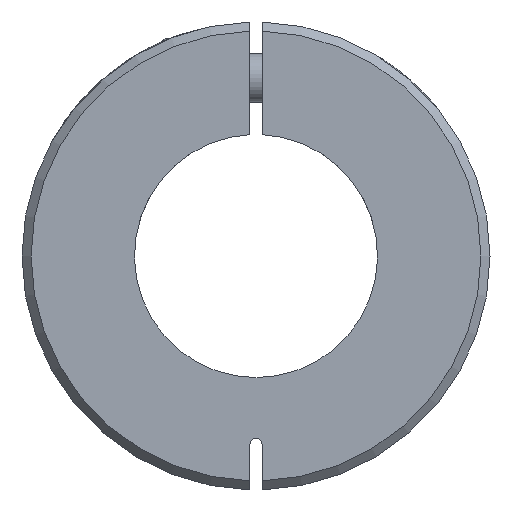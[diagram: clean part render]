
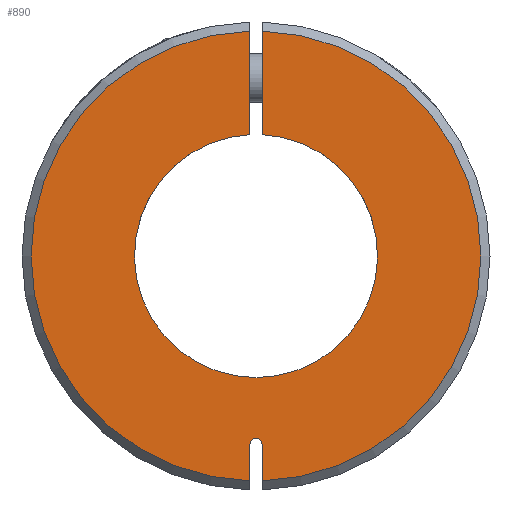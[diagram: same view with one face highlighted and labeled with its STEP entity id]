
A CAD part, left-side view. The second image highlights one B-rep face of the part: STEP entity #890.
In plain terms, the highlighted planar face has unit normal (-1, 0, 0).
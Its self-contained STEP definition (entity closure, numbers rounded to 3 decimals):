
#102 = DIRECTION ( 'NONE',  ( 0., 0., 1. ) ) ;
#172 = CARTESIAN_POINT ( 'NONE',  ( -54., 0., -30. ) ) ;
#512 = CARTESIAN_POINT ( 'NONE',  ( -54., -1., 19.975 ) ) ;
#541 = CIRCLE ( 'NONE', #3936, 1. ) ;
#647 = EDGE_CURVE ( 'NONE', #3244, #918, #6850, .T. ) ;
#676 = VERTEX_POINT ( 'NONE', #512 ) ;
#684 = CARTESIAN_POINT ( 'NONE',  ( -54., 1., 19.975 ) ) ;
#748 = EDGE_CURVE ( 'NONE', #676, #6600, #6297, .T. ) ;
#824 = LINE ( 'NONE', #1319, #2178 ) ;
#890 = ADVANCED_FACE ( 'NONE', ( #5892 ), #7554, .F. ) ;
#918 = VERTEX_POINT ( 'NONE', #6715 ) ;
#1001 = CARTESIAN_POINT ( 'NONE',  ( -54., 1., -18. ) ) ;
#1019 = CIRCLE ( 'NONE', #4153, 1. ) ;
#1024 = DIRECTION ( 'NONE',  ( 0., 0., -1. ) ) ;
#1135 = DIRECTION ( 'NONE',  ( 0., 0., -1. ) ) ;
#1219 = CARTESIAN_POINT ( 'NONE',  ( -54., -1., -31. ) ) ;
#1220 = CIRCLE ( 'NONE', #1703, 20. ) ;
#1221 = CARTESIAN_POINT ( 'NONE',  ( -54., 0., 0. ) ) ;
#1280 = DIRECTION ( 'NONE',  ( 1., 0., 0. ) ) ;
#1319 = CARTESIAN_POINT ( 'NONE',  ( -54., 1., -30. ) ) ;
#1332 = CARTESIAN_POINT ( 'NONE',  ( -54., 0., 0. ) ) ;
#1451 = VECTOR ( 'NONE', #5091, 1000. ) ;
#1568 = CARTESIAN_POINT ( 'NONE',  ( -54., 1., -36.986 ) ) ;
#1583 = CARTESIAN_POINT ( 'NONE',  ( -54., 0., -31. ) ) ;
#1600 = CARTESIAN_POINT ( 'NONE',  ( -54., -1., -30. ) ) ;
#1703 = AXIS2_PLACEMENT_3D ( 'NONE', #1221, #5913, #3000 ) ;
#1915 = DIRECTION ( 'NONE',  ( 0., 0., -1. ) ) ;
#2178 = VECTOR ( 'NONE', #102, 1000. ) ;
#2577 = EDGE_CURVE ( 'NONE', #4608, #6926, #824, .T. ) ;
#2829 = CARTESIAN_POINT ( 'NONE',  ( -54., 1., -31. ) ) ;
#2911 = ORIENTED_EDGE ( 'NONE', *, *, #2577, .T. ) ;
#2940 = DIRECTION ( 'NONE',  ( 0., 0., -1. ) ) ;
#3000 = DIRECTION ( 'NONE',  ( 0., 0., 1. ) ) ;
#3041 = DIRECTION ( 'NONE',  ( -1., 0., 0. ) ) ;
#3127 = VECTOR ( 'NONE', #5730, 1000. ) ;
#3244 = VERTEX_POINT ( 'NONE', #1219 ) ;
#3365 = CARTESIAN_POINT ( 'NONE',  ( -54., -1., -18. ) ) ;
#3525 = VECTOR ( 'NONE', #3691, 1000. ) ;
#3598 = ORIENTED_EDGE ( 'NONE', *, *, #3925, .T. ) ;
#3691 = DIRECTION ( 'NONE',  ( 0., 0., 1. ) ) ;
#3925 = EDGE_CURVE ( 'NONE', #3998, #7271, #7379, .T. ) ;
#3936 = AXIS2_PLACEMENT_3D ( 'NONE', #1583, #7514, #1024 ) ;
#3991 = EDGE_CURVE ( 'NONE', #3998, #676, #1220, .T. ) ;
#3998 = VERTEX_POINT ( 'NONE', #684 ) ;
#4002 = DIRECTION ( 'NONE',  ( 1., 0., 0. ) ) ;
#4139 = CIRCLE ( 'NONE', #6109, 37. ) ;
#4153 = AXIS2_PLACEMENT_3D ( 'NONE', #6401, #4002, #1135 ) ;
#4178 = ORIENTED_EDGE ( 'NONE', *, *, #4579, .T. ) ;
#4363 = ORIENTED_EDGE ( 'NONE', *, *, #647, .T. ) ;
#4386 = ORIENTED_EDGE ( 'NONE', *, *, #748, .F. ) ;
#4398 = ORIENTED_EDGE ( 'NONE', *, *, #6952, .T. ) ;
#4579 = EDGE_CURVE ( 'NONE', #918, #6600, #4139, .T. ) ;
#4608 = VERTEX_POINT ( 'NONE', #1568 ) ;
#4996 = DIRECTION ( 'NONE',  ( -1., 0., 0. ) ) ;
#5091 = DIRECTION ( 'NONE',  ( 0., 0., -1. ) ) ;
#5241 = CARTESIAN_POINT ( 'NONE',  ( -54., 20., 0. ) ) ;
#5679 = CARTESIAN_POINT ( 'NONE',  ( -54., -1., 36.986 ) ) ;
#5730 = DIRECTION ( 'NONE',  ( 0., 0., 1. ) ) ;
#5793 = ORIENTED_EDGE ( 'NONE', *, *, #7550, .T. ) ;
#5804 = EDGE_CURVE ( 'NONE', #6442, #3244, #1019, .T. ) ;
#5892 = FACE_OUTER_BOUND ( 'NONE', #7526, .T. ) ;
#5913 = DIRECTION ( 'NONE',  ( -1., 0., 0. ) ) ;
#6109 = AXIS2_PLACEMENT_3D ( 'NONE', #6553, #3041, #1915 ) ;
#6199 = AXIS2_PLACEMENT_3D ( 'NONE', #5241, #1280, #2940 ) ;
#6238 = DIRECTION ( 'NONE',  ( 0., 0., -1. ) ) ;
#6271 = CIRCLE ( 'NONE', #6661, 37. ) ;
#6297 = LINE ( 'NONE', #3365, #3127 ) ;
#6401 = CARTESIAN_POINT ( 'NONE',  ( -54., 0., -31. ) ) ;
#6442 = VERTEX_POINT ( 'NONE', #172 ) ;
#6553 = CARTESIAN_POINT ( 'NONE',  ( -54., 0., 0. ) ) ;
#6600 = VERTEX_POINT ( 'NONE', #5679 ) ;
#6661 = AXIS2_PLACEMENT_3D ( 'NONE', #1332, #4996, #6238 ) ;
#6715 = CARTESIAN_POINT ( 'NONE',  ( -54., -1., -36.986 ) ) ;
#6850 = LINE ( 'NONE', #1600, #1451 ) ;
#6909 = ORIENTED_EDGE ( 'NONE', *, *, #5804, .T. ) ;
#6926 = VERTEX_POINT ( 'NONE', #2829 ) ;
#6952 = EDGE_CURVE ( 'NONE', #6926, #6442, #541, .T. ) ;
#7014 = CARTESIAN_POINT ( 'NONE',  ( -54., 1., 36.986 ) ) ;
#7185 = ORIENTED_EDGE ( 'NONE', *, *, #3991, .F. ) ;
#7271 = VERTEX_POINT ( 'NONE', #7014 ) ;
#7379 = LINE ( 'NONE', #1001, #3525 ) ;
#7514 = DIRECTION ( 'NONE',  ( 1., 0., 0. ) ) ;
#7526 = EDGE_LOOP ( 'NONE', ( #5793, #2911, #4398, #6909, #4363, #4178, #4386, #7185, #3598 ) ) ;
#7550 = EDGE_CURVE ( 'NONE', #7271, #4608, #6271, .T. ) ;
#7554 = PLANE ( 'NONE',  #6199 ) ;
